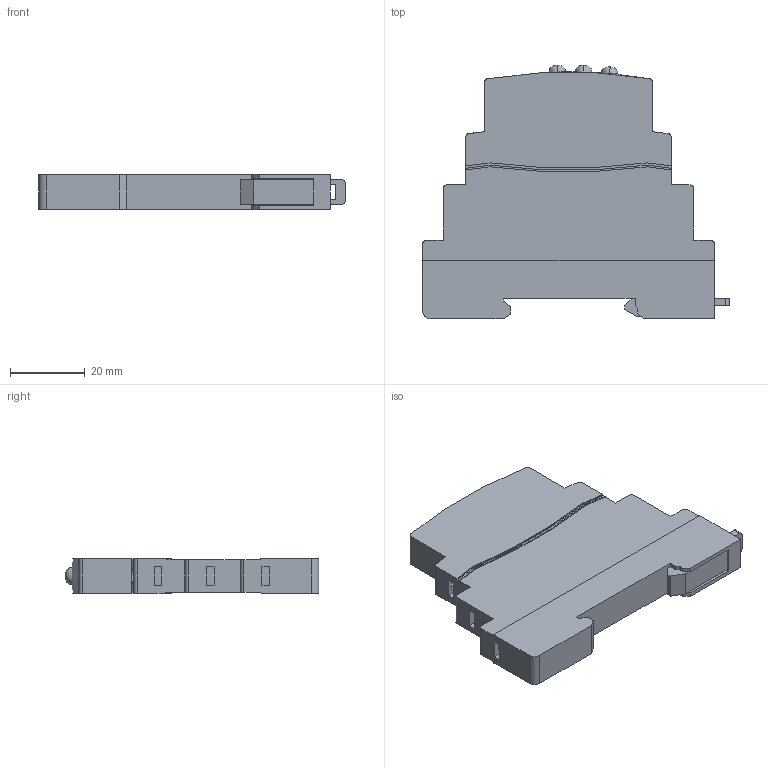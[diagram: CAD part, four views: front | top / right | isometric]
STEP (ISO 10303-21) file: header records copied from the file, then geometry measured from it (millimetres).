
FILE_DESCRIPTION (( 'STEP AP203' ), '1' );
FILE_NAME ('Èíäèêàòîð ôàç ËÑÔ-47 EKF (mdla-47-3f-pro).STEP', '2022-01-12T06:59:14', ( '' ), ( '' ), 'SwSTEP 2.0', 'SolidWorks 2021', '' );
FILE_SCHEMA (( 'CONFIG_CONTROL_DESIGN' ));
Length unit declared in the file: millimetre
Products named in the file (1): Èíäèêàòîð ôàç ËÑÔ-47 EKF (mdla-47-3f-pro)
Bounding box: 82 x 67.77 x 9.2 mm (x, y, z)
Volume: 34230.9 mm3; surface area: 12271.5 mm2
Topology: 2 solids, 2 shells, 287 faces, 765 edges, 480 vertices
Faces by surface type: plane 156, cylinder 77, bspline 27, torus 21, sphere 6
Entity records: 11286 total; most frequent: CARTESIAN_POINT 4205, ORIENTED_EDGE 1506, DIRECTION 1391, EDGE_CURVE 753, LINE 511, VECTOR 511, VERTEX_POINT 476, AXIS2_PLACEMENT_3D 440
